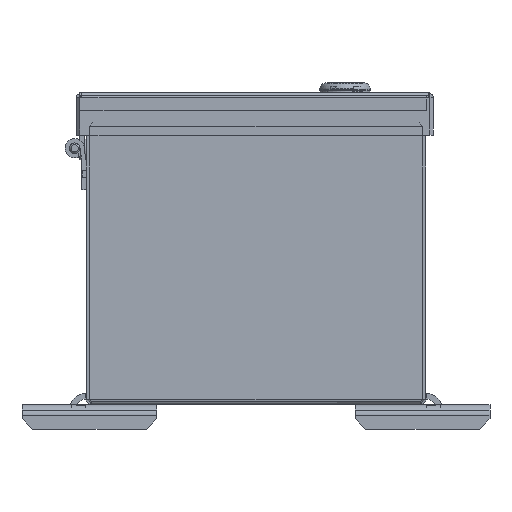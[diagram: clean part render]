
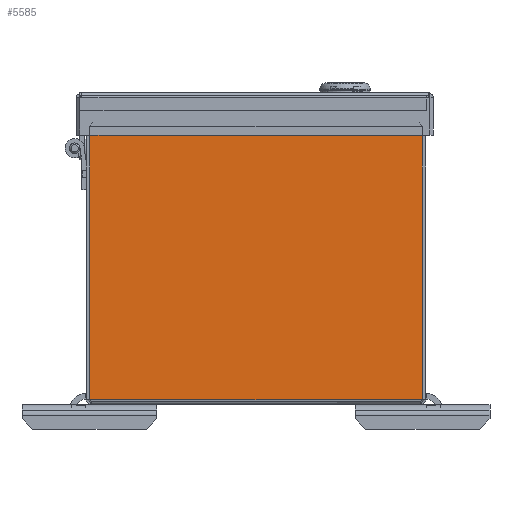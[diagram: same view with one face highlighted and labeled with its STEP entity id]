
A CAD part, front view. The second image highlights one B-rep face of the part: STEP entity #5585.
In plain terms, the highlighted planar face has unit normal (0, -1, 0).
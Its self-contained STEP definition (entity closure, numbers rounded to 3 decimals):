
#5585 = ADVANCED_FACE( '', ( #11056 ), #11057, .F. );
#11056 = FACE_OUTER_BOUND( '', #44039, .T. );
#11057 = PLANE( '', #44040 );
#44039 = EDGE_LOOP( '', ( #59616, #59617, #59618, #59619, #59620, #59621 ) );
#44040 = AXIS2_PLACEMENT_3D( '', #59622, #59623, #59624 );
#59616 = ORIENTED_EDGE( '', *, *, #61574, .T. );
#59617 = ORIENTED_EDGE( '', *, *, #62436, .F. );
#59618 = ORIENTED_EDGE( '', *, *, #64542, .T. );
#59619 = ORIENTED_EDGE( '', *, *, #63192, .T. );
#59620 = ORIENTED_EDGE( '', *, *, #64343, .T. );
#59621 = ORIENTED_EDGE( '', *, *, #64701, .T. );
#59622 = CARTESIAN_POINT( '', ( -520.548, -609.6, 0. ) );
#59623 = DIRECTION( '', ( 0., 1., 0. ) );
#59624 = DIRECTION( '', ( 0., 0., 1. ) );
#61574 = EDGE_CURVE( '', #67953, #67951, #67954, .T. );
#62436 = EDGE_CURVE( '', #69303, #67951, #69305, .T. );
#63192 = EDGE_CURVE( '', #70386, #68324, #70388, .F. );
#64343 = EDGE_CURVE( '', #68324, #71066, #71840, .T. );
#64542 = EDGE_CURVE( '', #69303, #70386, #72061, .T. );
#64701 = EDGE_CURVE( '', #71066, #67953, #72230, .T. );
#67951 = VERTEX_POINT( '', #80008 );
#67953 = VERTEX_POINT( '', #80011 );
#67954 = LINE( '', #80012, #80013 );
#68324 = VERTEX_POINT( '', #81119 );
#69303 = VERTEX_POINT( '', #83634 );
#69305 = LINE( '', #83645, #83646 );
#70386 = VERTEX_POINT( '', #86585 );
#70388 = LINE( '', #86588, #86589 );
#71066 = VERTEX_POINT( '', #88052 );
#71840 = LINE( '', #90047, #90048 );
#72061 = LINE( '', #90531, #90532 );
#72230 = LINE( '', #90830, #90831 );
#80008 = CARTESIAN_POINT( '', ( 74.663, -609.6, 124.663 ) );
#80011 = CARTESIAN_POINT( '', ( 74.673, -609.6, 124.653 ) );
#80012 = CARTESIAN_POINT( '', ( 75.208, -609.6, 124.118 ) );
#80013 = VECTOR( '', #92624, 1000. );
#81119 = CARTESIAN_POINT( '', ( -74.673, -609.6, 2.337 ) );
#83634 = CARTESIAN_POINT( '', ( -74.663, -609.6, 124.663 ) );
#83645 = CARTESIAN_POINT( '', ( -520.548, -609.6, 124.663 ) );
#83646 = VECTOR( '', #93179, 1000. );
#86585 = CARTESIAN_POINT( '', ( -74.673, -609.6, 124.653 ) );
#86588 = CARTESIAN_POINT( '', ( -74.673, -609.6, 0. ) );
#86589 = VECTOR( '', #93742, 1000. );
#88052 = CARTESIAN_POINT( '', ( 74.673, -609.6, 2.337 ) );
#90047 = CARTESIAN_POINT( '', ( -520.548, -609.6, 2.337 ) );
#90048 = VECTOR( '', #94488, 1000. );
#90531 = CARTESIAN_POINT( '', ( -64.817, -609.6, 134.509 ) );
#90532 = VECTOR( '', #94585, 1000. );
#90830 = CARTESIAN_POINT( '', ( 74.673, -609.6, 0. ) );
#90831 = VECTOR( '', #94658, 1000. );
#92624 = DIRECTION( '', ( -0.707, 0., 0.707 ) );
#93179 = DIRECTION( '', ( 1., 0., 0. ) );
#93742 = DIRECTION( '', ( 0., 0., 1. ) );
#94488 = DIRECTION( '', ( 1., 0., 0. ) );
#94585 = DIRECTION( '', ( -0.707, 0., -0.707 ) );
#94658 = DIRECTION( '', ( 0., 0., 1. ) );
